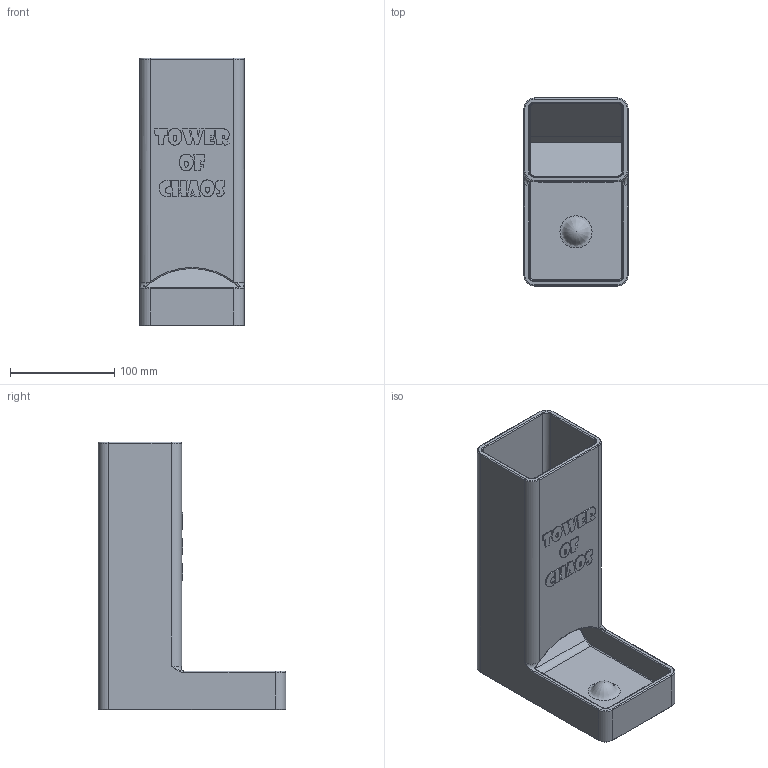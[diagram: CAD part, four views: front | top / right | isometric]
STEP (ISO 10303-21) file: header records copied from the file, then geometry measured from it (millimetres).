
FILE_DESCRIPTION(/* description */ (''),/* implementation_level */ '2;1');
FILE_NAME(/* name */ 'Dice Tower.step',/* time_stamp */ '2025-04-04T11:52:00-04:00',/* author */ (''),/* organization */ (''),/* preprocessor_version */ 'ST-DEVELOPER v20.1',/* originating_system */ 'Autodesk Translation Framework v14.4.0.0',/* authorisation */ '');
FILE_SCHEMA (('AUTOMOTIVE_DESIGN { 1 0 10303 214 3 1 1 }'));
Length unit declared in the file: millimetre
Products named in the file (1): Dice Tower
Bounding box: 100 x 180 x 257 mm (x, y, z)
Volume: 662670.3 mm3; surface area: 241275.8 mm2
Topology: 1 solids, 2 shells, 277 faces, 672 edges, 418 vertices
Faces by surface type: plane 100, bspline 79, cylinder 65, torus 19, cone 14
Full cylindrical faces by diameter (mm): 3.416 x2, 12 x4
Entity records: 9851 total; most frequent: CARTESIAN_POINT 3736, ORIENTED_EDGE 1334, DIRECTION 1100, EDGE_CURVE 667, VERTEX_POINT 418, AXIS2_PLACEMENT_3D 375, LINE 350, VECTOR 350
